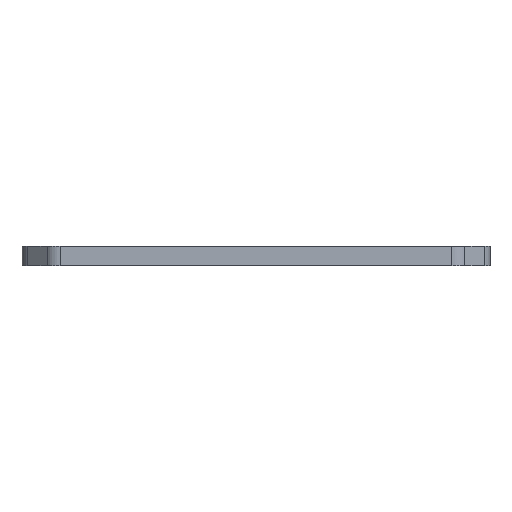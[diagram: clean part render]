
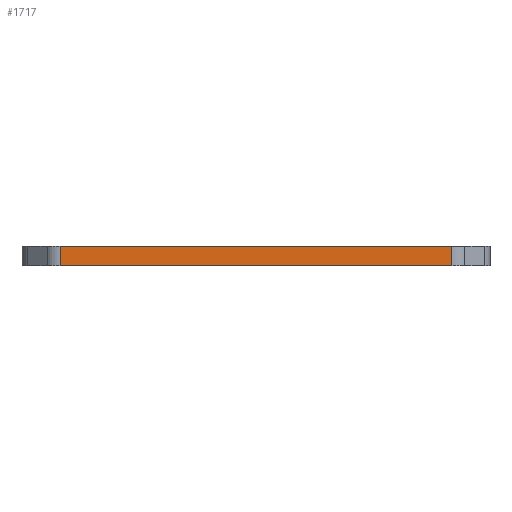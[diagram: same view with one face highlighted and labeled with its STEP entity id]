
A CAD part, front view. The second image highlights one B-rep face of the part: STEP entity #1717.
In plain terms, the highlighted planar face has unit normal (0, -1, 0).
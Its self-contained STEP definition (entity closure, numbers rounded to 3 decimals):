
#121 = VECTOR ( 'NONE', #197, 1000. ) ;
#197 = DIRECTION ( 'NONE',  ( 0., 0., -1. ) ) ;
#307 = CARTESIAN_POINT ( 'NONE',  ( 38.1, -58.961, 0. ) ) ;
#375 = LINE ( 'NONE', #1248, #484 ) ;
#484 = VECTOR ( 'NONE', #700, 1000. ) ;
#517 = CARTESIAN_POINT ( 'NONE',  ( 31.857, -58.961, 0. ) ) ;
#680 = DIRECTION ( 'NONE',  ( 0., 1., 0. ) ) ;
#700 = DIRECTION ( 'NONE',  ( 1., 0., 0. ) ) ;
#702 = DIRECTION ( 'NONE',  ( 0., 0., 1. ) ) ;
#734 = LINE ( 'NONE', #2084, #1153 ) ;
#813 = CARTESIAN_POINT ( 'NONE',  ( -31.857, -58.961, 0. ) ) ;
#871 = CARTESIAN_POINT ( 'NONE',  ( 31.857, -58.961, -3.175 ) ) ;
#927 = ORIENTED_EDGE ( 'NONE', *, *, #1031, .T. ) ;
#1003 = EDGE_CURVE ( 'NONE', #1736, #1790, #734, .T. ) ;
#1031 = EDGE_CURVE ( 'NONE', #1790, #1087, #1460, .T. ) ;
#1087 = VERTEX_POINT ( 'NONE', #517 ) ;
#1106 = FACE_OUTER_BOUND ( 'NONE', #1352, .T. ) ;
#1153 = VECTOR ( 'NONE', #1900, 1000. ) ;
#1220 = CARTESIAN_POINT ( 'NONE',  ( -31.857, -58.961, -3.175 ) ) ;
#1248 = CARTESIAN_POINT ( 'NONE',  ( 0., -58.961, 0. ) ) ;
#1352 = EDGE_LOOP ( 'NONE', ( #2208, #2125, #1877, #927 ) ) ;
#1416 = VECTOR ( 'NONE', #702, 1000. ) ;
#1423 = CARTESIAN_POINT ( 'NONE',  ( 31.857, -58.961, 0. ) ) ;
#1460 = LINE ( 'NONE', #1423, #1416 ) ;
#1717 = ADVANCED_FACE ( 'NONE', ( #1106 ), #1744, .F. ) ;
#1736 = VERTEX_POINT ( 'NONE', #1220 ) ;
#1744 = PLANE ( 'NONE',  #2070 ) ;
#1754 = CARTESIAN_POINT ( 'NONE',  ( -31.857, -58.961, -3.175 ) ) ;
#1790 = VERTEX_POINT ( 'NONE', #871 ) ;
#1823 = EDGE_CURVE ( 'NONE', #2030, #1736, #2074, .T. ) ;
#1877 = ORIENTED_EDGE ( 'NONE', *, *, #1003, .T. ) ;
#1900 = DIRECTION ( 'NONE',  ( 1., 0., 0. ) ) ;
#1907 = EDGE_CURVE ( 'NONE', #2030, #1087, #375, .T. ) ;
#2030 = VERTEX_POINT ( 'NONE', #813 ) ;
#2065 = DIRECTION ( 'NONE',  ( 0., 0., 1. ) ) ;
#2070 = AXIS2_PLACEMENT_3D ( 'NONE', #307, #680, #2065 ) ;
#2074 = LINE ( 'NONE', #1754, #121 ) ;
#2084 = CARTESIAN_POINT ( 'NONE',  ( 38.1, -58.961, -3.175 ) ) ;
#2125 = ORIENTED_EDGE ( 'NONE', *, *, #1823, .T. ) ;
#2208 = ORIENTED_EDGE ( 'NONE', *, *, #1907, .F. ) ;
